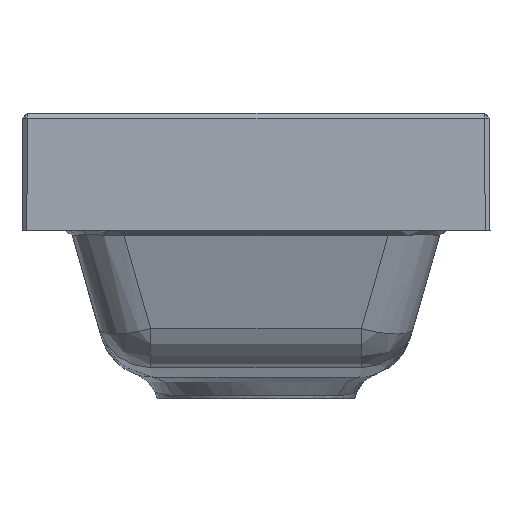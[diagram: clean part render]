
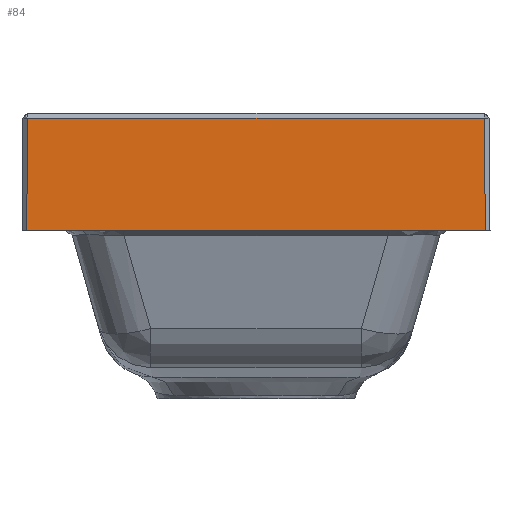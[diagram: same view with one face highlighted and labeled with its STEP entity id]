
A CAD part, left-side view. The second image highlights one B-rep face of the part: STEP entity #84.
In plain terms, the highlighted planar face has unit normal (-1, 0, 0.009).
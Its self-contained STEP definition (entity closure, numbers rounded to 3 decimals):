
#84=ADVANCED_FACE('',(#210),#1727,.T.);
#210=FACE_OUTER_BOUND('',#339,.T.);
#339=EDGE_LOOP('',(#708,#709,#710,#711));
#708=ORIENTED_EDGE('',*,*,#1167,.T.);
#709=ORIENTED_EDGE('',*,*,#1223,.T.);
#710=ORIENTED_EDGE('',*,*,#1168,.T.);
#711=ORIENTED_EDGE('',*,*,#1209,.T.);
#1167=EDGE_CURVE('',#1687,#1688,#1516,.T.);
#1168=EDGE_CURVE('',#1689,#1690,#1517,.T.);
#1209=EDGE_CURVE('',#1690,#1687,#1534,.T.);
#1223=EDGE_CURVE('',#1688,#1689,#1539,.T.);
#1516=B_SPLINE_CURVE_WITH_KNOTS('',1,(#6323,#6324),.UNSPECIFIED.,.F.,.F.,
(2,2),(0.,196.),.UNSPECIFIED.);
#1517=B_SPLINE_CURVE_WITH_KNOTS('',1,(#6325,#6326),.UNSPECIFIED.,.F.,.F.,
(2,2),(0.,195.162),.UNSPECIFIED.);
#1534=B_SPLINE_CURVE_WITH_KNOTS('',1,(#6454,#6455),.UNSPECIFIED.,.F.,.F.,
(2,2),(-48.021,0.),.UNSPECIFIED.);
#1539=B_SPLINE_CURVE_WITH_KNOTS('',1,(#6491,#6492),.UNSPECIFIED.,.F.,.F.,
(2,2),(-48.021,0.),.UNSPECIFIED.);
#1687=VERTEX_POINT('',#5429);
#1688=VERTEX_POINT('',#5430);
#1689=VERTEX_POINT('',#5431);
#1690=VERTEX_POINT('',#5432);
#1727=PLANE('',#1952);
#1952=AXIS2_PLACEMENT_3D('',#4401,#2011,$);
#2011=DIRECTION('',(-1.,0.,0.009));
#4401=CARTESIAN_POINT('',(-232.539,56.697,270.606));
#5429=CARTESIAN_POINT('',(-233.,37.097,217.787));
#5430=CARTESIAN_POINT('',(-233.,-158.903,217.787));
#5431=CARTESIAN_POINT('',(-232.581,-158.484,265.804));
#5432=CARTESIAN_POINT('',(-232.581,36.678,265.804));
#6323=CARTESIAN_POINT('',(-233.,37.097,217.787));
#6324=CARTESIAN_POINT('',(-233.,-158.903,217.787));
#6325=CARTESIAN_POINT('',(-232.581,-158.484,265.804));
#6326=CARTESIAN_POINT('',(-232.581,36.678,265.804));
#6454=CARTESIAN_POINT('',(-232.581,36.678,265.804));
#6455=CARTESIAN_POINT('',(-233.,37.097,217.787));
#6491=CARTESIAN_POINT('',(-233.,-158.903,217.787));
#6492=CARTESIAN_POINT('',(-232.581,-158.484,265.804));
